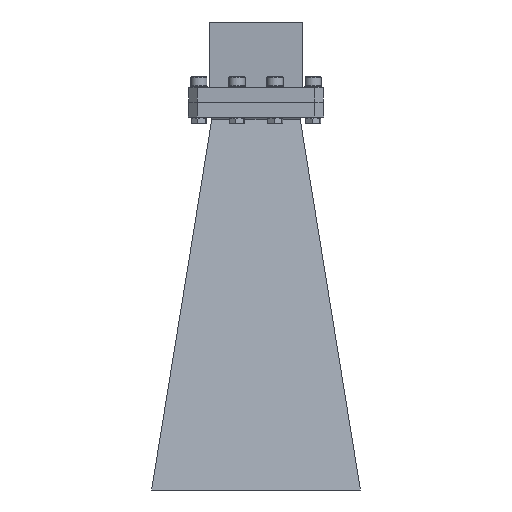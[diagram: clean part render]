
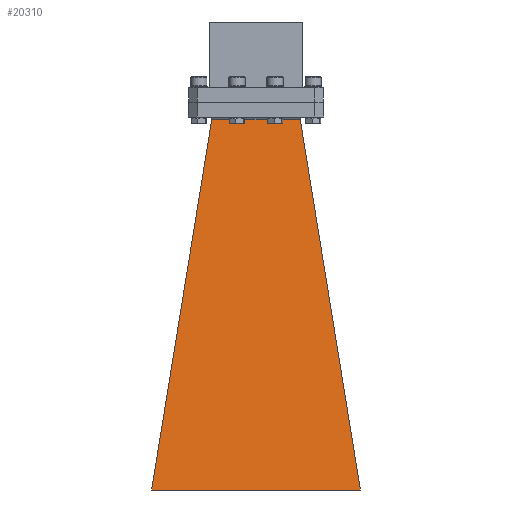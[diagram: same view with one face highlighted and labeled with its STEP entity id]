
A CAD part, front view. The second image highlights one B-rep face of the part: STEP entity #20310.
In plain terms, the highlighted planar face has unit normal (0, -0.989, 0.147).
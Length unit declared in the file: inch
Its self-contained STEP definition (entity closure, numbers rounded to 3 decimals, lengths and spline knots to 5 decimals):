
#130 = DIRECTION ( 'NONE',  ( -0.159, 0.145, 0.977 ) ) ;
#1566 = DIRECTION ( 'NONE',  ( 0., -0.147, -0.989 ) ) ;
#1935 = CARTESIAN_POINT ( 'NONE',  ( 1.7625, -1.3, -6.55 ) ) ;
#2005 = VERTEX_POINT ( 'NONE', #14963 ) ;
#3708 = ORIENTED_EDGE ( 'NONE', *, *, #14827, .T. ) ;
#4091 = CARTESIAN_POINT ( 'NONE',  ( 0.7468, -0.37364, -0.3001 ) ) ;
#4560 = CARTESIAN_POINT ( 'NONE',  ( 0.24893, -0.37364, -0.3001 ) ) ;
#6117 = AXIS2_PLACEMENT_3D ( 'NONE', #34008, #17746, #1566 ) ;
#7060 = EDGE_CURVE ( 'NONE', #26122, #10188, #7268, .T. ) ;
#7268 = LINE ( 'NONE', #22524, #10648 ) ;
#7472 = VERTEX_POINT ( 'NONE', #34806 ) ;
#8422 = CARTESIAN_POINT ( 'NONE',  ( -1.7625, -1.3, -6.55 ) ) ;
#10188 = VERTEX_POINT ( 'NONE', #1935 ) ;
#10648 = VECTOR ( 'NONE', #33063, 39.37008 ) ;
#13256 = ORIENTED_EDGE ( 'NONE', *, *, #14926, .F. ) ;
#14827 = EDGE_CURVE ( 'NONE', #10188, #2005, #21419, .T. ) ;
#14926 = EDGE_CURVE ( 'NONE', #26122, #7472, #20545, .T. ) ;
#14963 = CARTESIAN_POINT ( 'NONE',  ( 0.7468, -0.37364, -0.3001 ) ) ;
#15094 = EDGE_LOOP ( 'NONE', ( #3708, #30834, #13256, #15572 ) ) ;
#15432 = CARTESIAN_POINT ( 'NONE',  ( -0.7468, -0.37364, -0.3001 ) ) ;
#15572 = ORIENTED_EDGE ( 'NONE', *, *, #7060, .T. ) ;
#15610 = FACE_OUTER_BOUND ( 'NONE', #15094, .T. ) ;
#17746 = DIRECTION ( 'NONE',  ( 0., -0.989, 0.147 ) ) ;
#18927 = EDGE_CURVE ( 'NONE', #2005, #7472, #28218, .T. ) ;
#20310 = ADVANCED_FACE ( 'NONE', ( #15610 ), #23349, .T. ) ;
#20545 = LINE ( 'NONE', #8422, #32886 ) ;
#21419 = LINE ( 'NONE', #32567, #23983 ) ;
#22043 = DIRECTION ( 'NONE',  ( 0.159, 0.145, 0.977 ) ) ;
#22524 = CARTESIAN_POINT ( 'NONE',  ( -1.7625, -1.3, -6.55 ) ) ;
#23349 = PLANE ( 'NONE',  #6117 ) ;
#23983 = VECTOR ( 'NONE', #130, 39.37008 ) ;
#26122 = VERTEX_POINT ( 'NONE', #32297 ) ;
#28218 = B_SPLINE_CURVE_WITH_KNOTS ( 'NONE', 3,
 ( #4091, #4560, #34149, #15432 ),
 .UNSPECIFIED., .F., .F.,
 ( 4, 4 ),
 ( 0., 1. ),
 .UNSPECIFIED. ) ;
#30834 = ORIENTED_EDGE ( 'NONE', *, *, #18927, .T. ) ;
#32297 = CARTESIAN_POINT ( 'NONE',  ( -1.7625, -1.3, -6.55 ) ) ;
#32567 = CARTESIAN_POINT ( 'NONE',  ( 1.7625, -1.3, -6.55 ) ) ;
#32886 = VECTOR ( 'NONE', #22043, 39.37008 ) ;
#33063 = DIRECTION ( 'NONE',  ( 1., 0., 0. ) ) ;
#34008 = CARTESIAN_POINT ( 'NONE',  ( 0., -0.32208, 0.04774 ) ) ;
#34149 = CARTESIAN_POINT ( 'NONE',  ( -0.24893, -0.37364, -0.3001 ) ) ;
#34806 = CARTESIAN_POINT ( 'NONE',  ( -0.7468, -0.37364, -0.3001 ) ) ;
